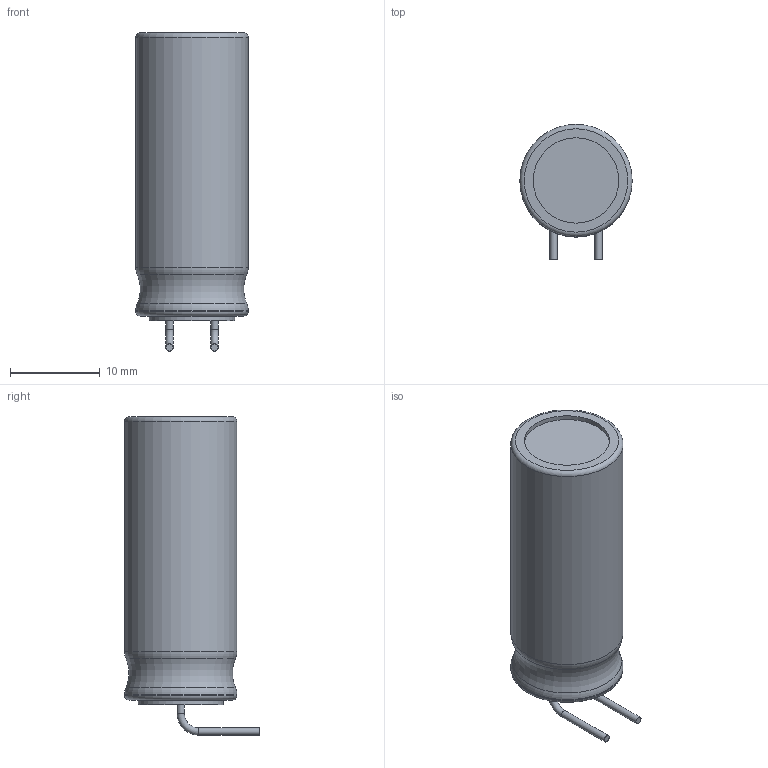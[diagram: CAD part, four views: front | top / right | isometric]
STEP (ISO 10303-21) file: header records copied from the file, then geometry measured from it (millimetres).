
FILE_DESCRIPTION(/* description */ (''),/* implementation_level */ '2;1');
FILE_NAME(/* name */ 'UHW1H102MHD.stp',/* time_stamp */ '2020-08-12T16:05:01-04:00',/* author */ ('Ishaan'),/* organization */ (''),/* preprocessor_version */ 'ST-DEVELOPER v18',/* originating_system */ 'Autodesk Inventor 2020',/* authorisation */ '');
FILE_SCHEMA (('AUTOMOTIVE_DESIGN { 1 0 10303 214 3 1 1 }'));
Length unit declared in the file: millimetre
Products named in the file (1): UHW1H102MHD
Bounding box: 12.5 x 15 x 35.4 mm (x, y, z)
Volume: 3821.6 mm3; surface area: 1546.8 mm2
Topology: 1 solids, 1 shells, 21 faces, 93 edges, 110 vertices
Faces by surface type: cylinder 8, torus 7, plane 6
Full cylindrical faces by diameter (mm): 0.8 x4, 9.5 x2, 12.5 x2
Entity records: 1065 total; most frequent: CARTESIAN_POINT 243, DIRECTION 178, ORIENTED_EDGE 122, AXIS2_PLACEMENT_3D 85, CIRCLE 63, EDGE_CURVE 61, VERTEX_POINT 46, STYLED_ITEM 44
